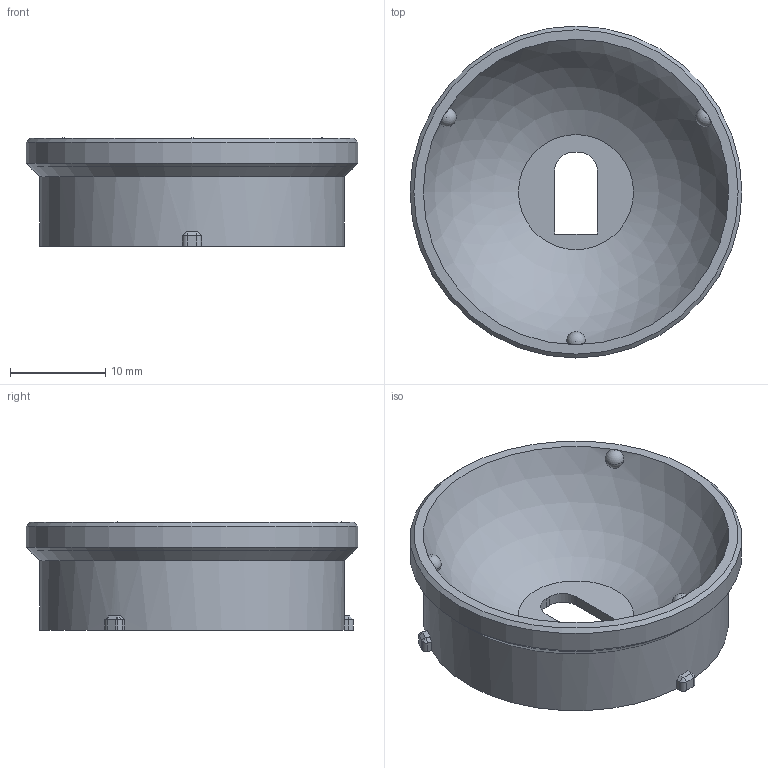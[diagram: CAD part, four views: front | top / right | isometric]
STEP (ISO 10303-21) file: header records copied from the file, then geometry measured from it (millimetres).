
FILE_DESCRIPTION(('HOOPS Exchange Step'),'2;1');
FILE_NAME('temp_export','2025-09-02T13:05:29-07:00',('michael'),('Shapr3D Limited'),'HOOPS Exchange 2025.6','Shapr3D','Authorized');
FILE_SCHEMA( ('AP242_MANAGED_MODEL_BASED_3D_ENGINEERING_MIM_LF {1 0 10303 442 1 1 4}') );
Length unit declared in the file: millimetre
Products named in the file (1): bowl-34mm
Bounding box: 34.85 x 34.85 x 11.38 mm (x, y, z)
Volume: 4301.3 mm3; surface area: 3338.8 mm2
Topology: 1 solids, 1 shells, 57 faces, 148 edges, 94 vertices
Faces by surface type: plane 28, cylinder 11, cone 10, sphere 8
Full cylindrical faces by diameter (mm): 32 x1, 34.85 x1
Entity records: 1782 total; most frequent: DIRECTION 330, CARTESIAN_POINT 298, ORIENTED_EDGE 290, EDGE_CURVE 145, AXIS2_PLACEMENT_3D 126, VERTEX_POINT 94, VECTOR 78, LINE 78
